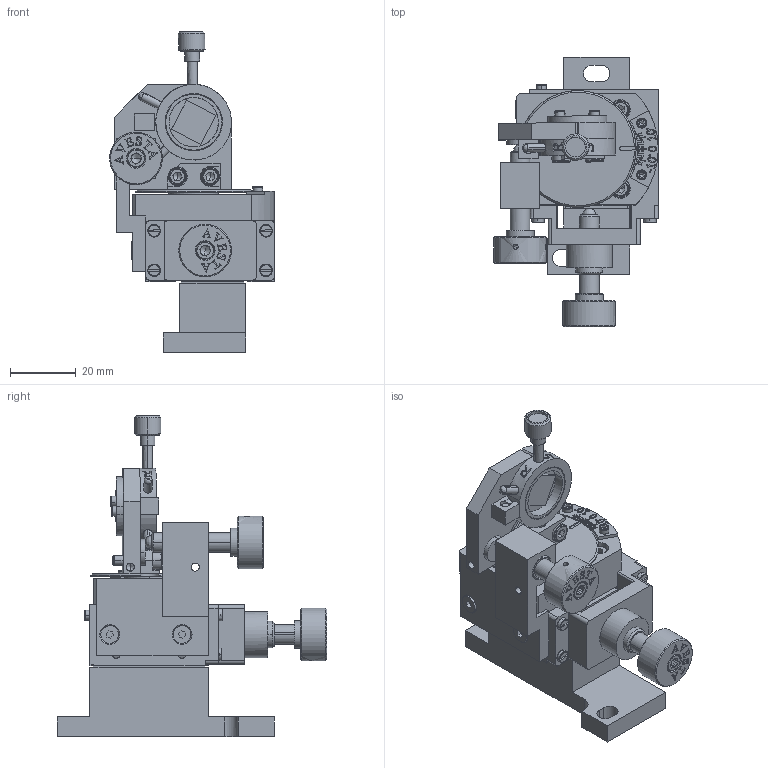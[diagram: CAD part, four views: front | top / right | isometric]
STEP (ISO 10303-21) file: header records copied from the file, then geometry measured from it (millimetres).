
FILE_DESCRIPTION(/* description */ (''),/* implementation_level */ '2;1');
FILE_NAME(/* name */ '02-NCM',/* time_stamp */ '2022-01-12T11:57:32+03:00',/* author */ (''),/* organization */ (''),/* preprocessor_version */ 'ST-DEVELOPER v15',/* originating_system */ '',/* authorisation */ '');
FILE_SCHEMA (('AUTOMOTIVE_DESIGN'));
Products named in the file (1): Document
Bounding box: 50 x 82 x 97.57 mm (x, y, z)
Volume: 151.9 mm3; surface area: 36710.3 mm2
Topology: 33 solids, 65 shells, 1488 faces, 4257 edges, 2828 vertices
Faces by surface type: bspline 1488
Entity records: 113065 total; most frequent: CARTESIAN_POINT 61301, B_SPLINE_CURVE_WITH_KNOTS 9875, ORIENTED_EDGE 8078, PCURVE 8078, DEFINITIONAL_REPRESENTATION 8078, SURFACE_CURVE 4203, EDGE_CURVE 4203, VERTEX_POINT 2824
